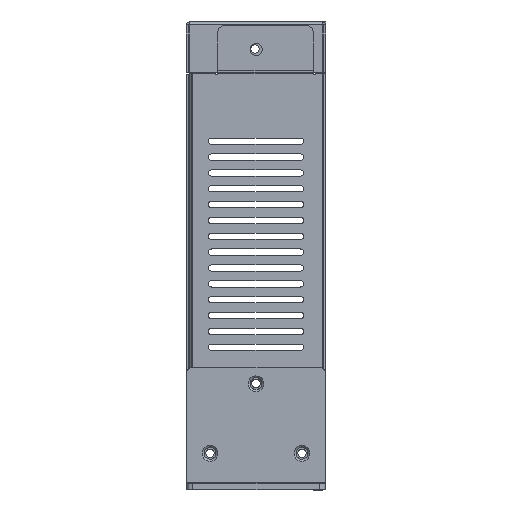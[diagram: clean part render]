
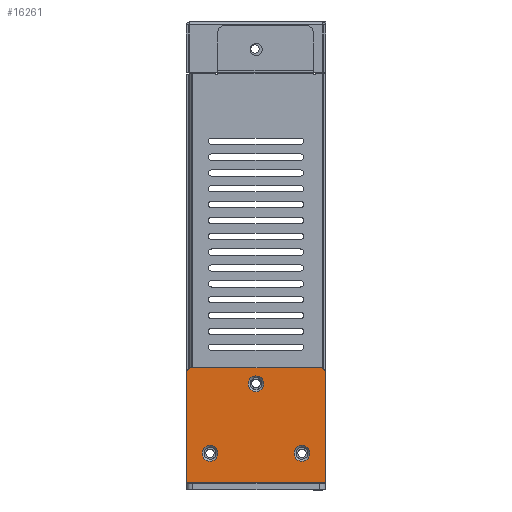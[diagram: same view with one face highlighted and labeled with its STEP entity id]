
A CAD part, left-side view. The second image highlights one B-rep face of the part: STEP entity #16261.
In plain terms, the highlighted face is planar.
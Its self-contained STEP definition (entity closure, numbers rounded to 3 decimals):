
#394=FACE_BOUND('',#2817,.T.);
#395=FACE_BOUND('',#2818,.T.);
#396=FACE_BOUND('',#2819,.T.);
#909=PLANE('',#17898);
#1730=FACE_OUTER_BOUND('',#2816,.T.);
#2816=EDGE_LOOP('',(#15127,#15128,#15129,#15130,#15131,#15132));
#2817=EDGE_LOOP('',(#15133,#15134));
#2818=EDGE_LOOP('',(#15135,#15136));
#2819=EDGE_LOOP('',(#15137,#15138));
#4405=LINE('',#27214,#6014);
#4411=LINE('',#27231,#6020);
#4427=LINE('',#27278,#6036);
#4428=LINE('',#27280,#6037);
#6014=VECTOR('',#22508,10.);
#6020=VECTOR('',#22524,10.);
#6036=VECTOR('',#22578,10.);
#6037=VECTOR('',#22581,10.);
#6717=CIRCLE('',#17846,2.5);
#6718=CIRCLE('',#17847,2.5);
#6723=CIRCLE('',#17854,2.5);
#6724=CIRCLE('',#17855,2.5);
#6729=CIRCLE('',#17862,2.5);
#6730=CIRCLE('',#17863,2.5);
#6735=CIRCLE('',#17870,2.);
#6738=CIRCLE('',#17876,2.);
#8194=VERTEX_POINT('',#27153);
#8195=VERTEX_POINT('',#27154);
#8200=VERTEX_POINT('',#27169);
#8201=VERTEX_POINT('',#27170);
#8206=VERTEX_POINT('',#27185);
#8207=VERTEX_POINT('',#27186);
#8212=VERTEX_POINT('',#27201);
#8213=VERTEX_POINT('',#27202);
#8217=VERTEX_POINT('',#27212);
#8221=VERTEX_POINT('',#27224);
#8222=VERTEX_POINT('',#27225);
#8223=VERTEX_POINT('',#27230);
#10473=EDGE_CURVE('',#8194,#8195,#6717,.T.);
#10474=EDGE_CURVE('',#8195,#8194,#6718,.T.);
#10481=EDGE_CURVE('',#8200,#8201,#6723,.T.);
#10482=EDGE_CURVE('',#8201,#8200,#6724,.T.);
#10489=EDGE_CURVE('',#8206,#8207,#6729,.T.);
#10490=EDGE_CURVE('',#8207,#8206,#6730,.T.);
#10497=EDGE_CURVE('',#8212,#8213,#6735,.T.);
#10503=EDGE_CURVE('',#8217,#8212,#4405,.T.);
#10508=EDGE_CURVE('',#8221,#8222,#6738,.T.);
#10511=EDGE_CURVE('',#8222,#8223,#4411,.T.);
#10535=EDGE_CURVE('',#8217,#8223,#4427,.T.);
#10536=EDGE_CURVE('',#8213,#8221,#4428,.T.);
#15127=ORIENTED_EDGE('',*,*,#10497,.F.);
#15128=ORIENTED_EDGE('',*,*,#10503,.F.);
#15129=ORIENTED_EDGE('',*,*,#10535,.T.);
#15130=ORIENTED_EDGE('',*,*,#10511,.F.);
#15131=ORIENTED_EDGE('',*,*,#10508,.F.);
#15132=ORIENTED_EDGE('',*,*,#10536,.F.);
#15133=ORIENTED_EDGE('',*,*,#10473,.T.);
#15134=ORIENTED_EDGE('',*,*,#10474,.T.);
#15135=ORIENTED_EDGE('',*,*,#10481,.T.);
#15136=ORIENTED_EDGE('',*,*,#10482,.T.);
#15137=ORIENTED_EDGE('',*,*,#10489,.T.);
#15138=ORIENTED_EDGE('',*,*,#10490,.T.);
#16261=ADVANCED_FACE('',(#1730,#394,#395,#396),#909,.T.);
#17846=AXIS2_PLACEMENT_3D('',#27155,#22444,#22445);
#17847=AXIS2_PLACEMENT_3D('',#27156,#22446,#22447);
#17854=AXIS2_PLACEMENT_3D('',#27171,#22462,#22463);
#17855=AXIS2_PLACEMENT_3D('',#27172,#22464,#22465);
#17862=AXIS2_PLACEMENT_3D('',#27187,#22480,#22481);
#17863=AXIS2_PLACEMENT_3D('',#27188,#22482,#22483);
#17870=AXIS2_PLACEMENT_3D('',#27203,#22498,#22499);
#17876=AXIS2_PLACEMENT_3D('',#27226,#22518,#22519);
#17898=AXIS2_PLACEMENT_3D('',#27281,#22582,#22583);
#22444=DIRECTION('center_axis',(0.,-1.,0.));
#22445=DIRECTION('ref_axis',(1.,0.,0.));
#22446=DIRECTION('center_axis',(0.,-1.,0.));
#22447=DIRECTION('ref_axis',(1.,0.,0.));
#22462=DIRECTION('center_axis',(0.,-1.,0.));
#22463=DIRECTION('ref_axis',(1.,0.,0.));
#22464=DIRECTION('center_axis',(0.,-1.,0.));
#22465=DIRECTION('ref_axis',(1.,0.,0.));
#22480=DIRECTION('center_axis',(0.,-1.,0.));
#22481=DIRECTION('ref_axis',(1.,0.,0.));
#22482=DIRECTION('center_axis',(0.,-1.,0.));
#22483=DIRECTION('ref_axis',(1.,0.,0.));
#22498=DIRECTION('center_axis',(0.,-1.,0.));
#22499=DIRECTION('ref_axis',(0.707,0.,0.707));
#22508=DIRECTION('',(0.,0.,1.));
#22518=DIRECTION('center_axis',(0.,-1.,0.));
#22519=DIRECTION('ref_axis',(-0.707,0.,0.707));
#22524=DIRECTION('',(0.,0.,-1.));
#22578=DIRECTION('',(-1.,0.,0.));
#22581=DIRECTION('',(-1.,0.,0.));
#22582=DIRECTION('center_axis',(0.,1.,0.));
#22583=DIRECTION('ref_axis',(0.,0.,1.));
#27153=CARTESIAN_POINT('',(-12.,2.,-7.775));
#27154=CARTESIAN_POINT('',(-17.,2.,-7.775));
#27155=CARTESIAN_POINT('Origin',(-14.5,2.,-7.775));
#27156=CARTESIAN_POINT('Origin',(-14.5,2.,-7.775));
#27169=CARTESIAN_POINT('',(2.5,2.,14.125));
#27170=CARTESIAN_POINT('',(-2.5,2.,14.125));
#27171=CARTESIAN_POINT('Origin',(0.,2.,14.125));
#27172=CARTESIAN_POINT('Origin',(0.,2.,14.125));
#27185=CARTESIAN_POINT('',(17.,2.,-7.775));
#27186=CARTESIAN_POINT('',(12.,2.,-7.775));
#27187=CARTESIAN_POINT('Origin',(14.5,2.,-7.775));
#27188=CARTESIAN_POINT('Origin',(14.5,2.,-7.775));
#27201=CARTESIAN_POINT('',(22.,2.,17.25));
#27202=CARTESIAN_POINT('',(20.,2.,19.25));
#27203=CARTESIAN_POINT('Origin',(20.,2.,17.25));
#27212=CARTESIAN_POINT('',(22.,2.,-17.15));
#27214=CARTESIAN_POINT('',(22.,2.,-19.25));
#27224=CARTESIAN_POINT('',(-20.,2.,19.25));
#27225=CARTESIAN_POINT('',(-22.,2.,17.25));
#27226=CARTESIAN_POINT('Origin',(-20.,2.,17.25));
#27230=CARTESIAN_POINT('',(-22.,2.,-17.15));
#27231=CARTESIAN_POINT('',(-22.,2.,19.25));
#27278=CARTESIAN_POINT('',(-11.,2.,-17.15));
#27280=CARTESIAN_POINT('',(22.,2.,19.25));
#27281=CARTESIAN_POINT('Origin',(0.,2.,0.));
